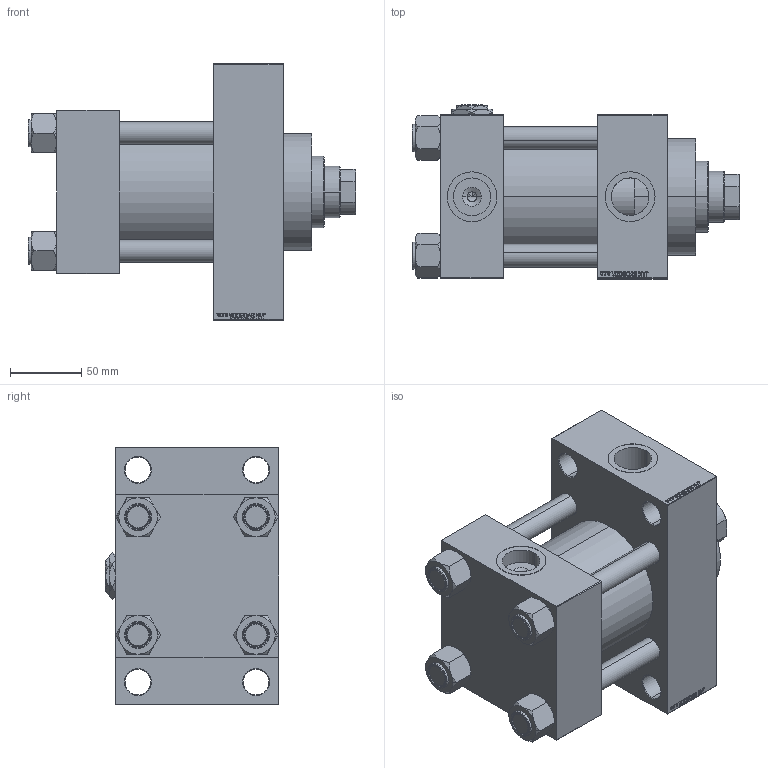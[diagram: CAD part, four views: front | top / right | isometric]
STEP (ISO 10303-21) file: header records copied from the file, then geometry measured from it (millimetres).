
FILE_DESCRIPTION (( 'STEP AP203' ), '1' );
FILE_NAME ('7ffd.STEP', '2023-08-23T12:35:47', ( '' ), ( '' ), 'SwSTEP 2.0', 'SolidWorks 2019', '' );
FILE_SCHEMA (( 'CONFIG_CONTROL_DESIGN' ));
Length unit declared in the file: millimetre
Products named in the file (7): V215CR_D_TYCINKA 03aaa5dab9aecb9d1e0aa5316a122f73; 7ffd; V215CR_VCP_D 03aaa5dab9aecb9d1e0aa5316a122f73; Zatka_pro_OIL_PORT 03aaa5dab9aecb9d1e0aa5316a122f73; V215_VC_A 03aaa5dab9aecb9d1e0aa5316a122f73; V215CR_D_Body 03aaa5dab9aecb9d1e0aa5316a122f73; NUT_M5_D 03aaa5dab9aecb9d1e0aa5316a122f73
Assembly tree (12 placements, depth 2):
  7ffd
    V215CR_D_Body 03aaa5dab9aecb9d1e0aa5316a122f73
    V215CR_VCP_D 03aaa5dab9aecb9d1e0aa5316a122f73
    NUT_M5_D 03aaa5dab9aecb9d1e0aa5316a122f73  x4
    V215CR_D_TYCINKA 03aaa5dab9aecb9d1e0aa5316a122f73  x4
    V215_VC_A 03aaa5dab9aecb9d1e0aa5316a122f73
    Zatka_pro_OIL_PORT 03aaa5dab9aecb9d1e0aa5316a122f73
Bounding box: 230 x 122 x 180 mm (x, y, z)
Volume: 1975580 mm3; surface area: 300380.6 mm2
Topology: 12 solids, 12 shells, 1204 faces, 3024 edges, 1958 vertices
Faces by surface type: plane 569, bspline 368, cone 164, cylinder 95, torus 8
Entity records: 49469 total; most frequent: CARTESIAN_POINT 25738, ORIENTED_EDGE 5312, DIRECTION 3492, EDGE_CURVE 2656, VERTEX_POINT 1736, LINE 1564, VECTOR 1564, EDGE_LOOP 1184
